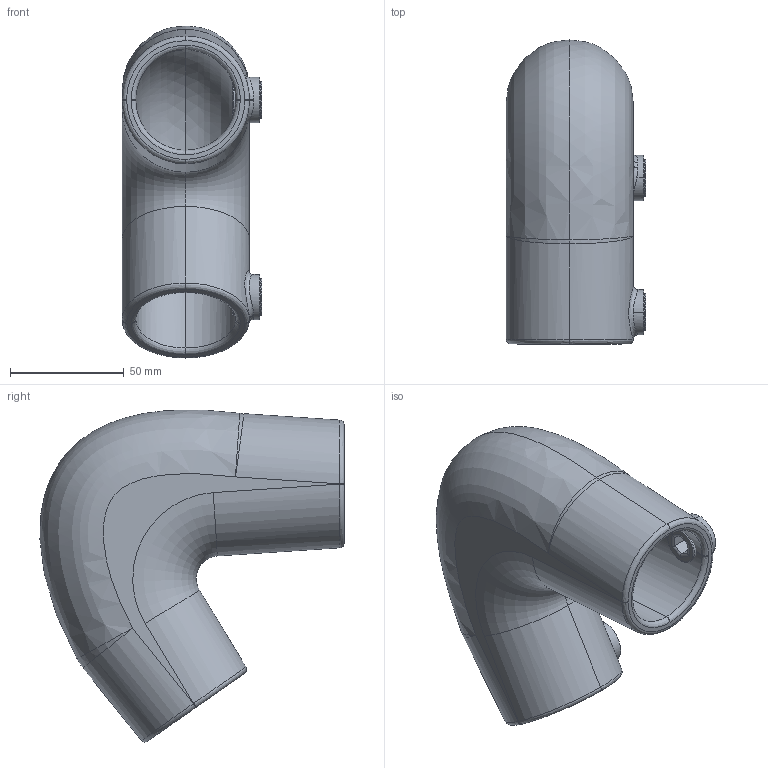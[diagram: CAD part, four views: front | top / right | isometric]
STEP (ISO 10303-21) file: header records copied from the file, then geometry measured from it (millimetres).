
FILE_DESCRIPTION (( 'STEP AP203' ), '1' );
FILE_NAME ('123-C42.step', '2015-09-17T16:16:28', ( '' ), ( '' ), 'SwSTEP 2.0', 'SolidWorks 2015', '' );
FILE_SCHEMA (( 'CONFIG_CONTROL_DESIGN' ));
Length unit declared in the file: millimetre
Products named in the file (3): 123-C42 Teil2; 123-C42; 123-C42 Teil1
Assembly tree (3 placements, depth 2):
  123-C42
    123-C42 Teil1
    123-C42 Teil2  x2
Bounding box: 61.5 x 133.94 x 146.22 mm (x, y, z)
Volume: 204253.8 mm3; surface area: 72066.8 mm2
Topology: 3 solids, 3 shells, 135 faces, 315 edges, 182 vertices
Faces by surface type: cylinder 60, plane 29, bspline 28, torus 16, sphere 2
Entity records: 7106 total; most frequent: CARTESIAN_POINT 4529, ORIENTED_EDGE 514, DIRECTION 436, EDGE_CURVE 257, AXIS2_PLACEMENT_3D 174, VERTEX_POINT 150, EDGE_LOOP 115, FACE_OUTER_BOUND 109
